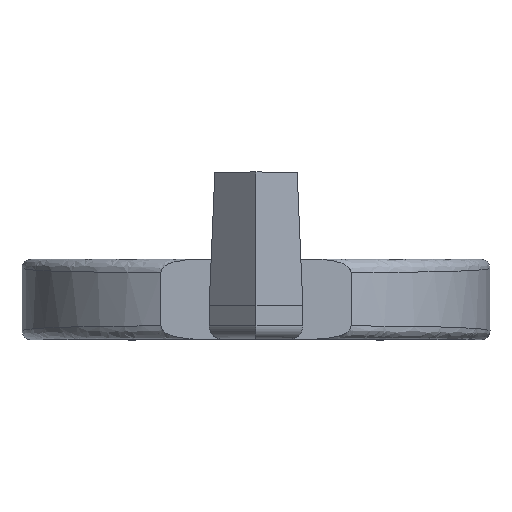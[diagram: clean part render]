
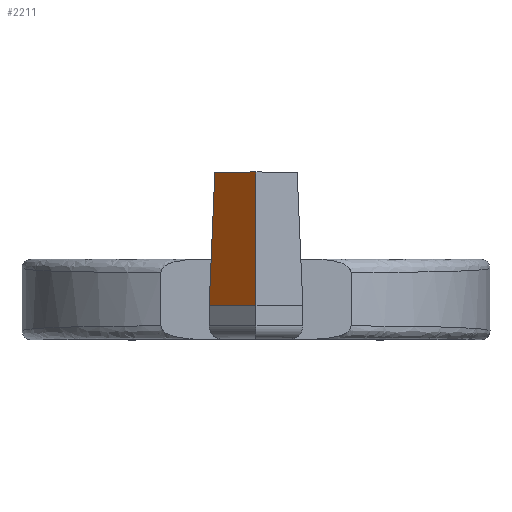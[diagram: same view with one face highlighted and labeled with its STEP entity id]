
A CAD part, top view. The second image highlights one B-rep face of the part: STEP entity #2211.
In plain terms, the highlighted planar face has unit normal (-0.707, 0.018, 0.707).
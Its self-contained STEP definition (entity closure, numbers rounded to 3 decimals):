
#71 = CARTESIAN_POINT ( 'NONE',  ( -3.491, 2.708, 21.512 ) ) ;
#200 = EDGE_CURVE ( 'NONE', #1555, #1653, #726, .T. ) ;
#344 = VERTEX_POINT ( 'NONE', #1179 ) ;
#475 = CARTESIAN_POINT ( 'NONE',  ( -3.5, 2.5, 21.508 ) ) ;
#495 = ORIENTED_EDGE ( 'NONE', *, *, #1806, .F. ) ;
#559 = DIRECTION ( 'NONE',  ( -0.707, 0.017, 0.707 ) ) ;
#577 = PLANE ( 'NONE',  #1621 ) ;
#599 = CARTESIAN_POINT ( 'NONE',  ( 0., 2.5, 25.008 ) ) ;
#637 = DIRECTION ( 'NONE',  ( -0.042, -0.999, -0.017 ) ) ;
#693 = EDGE_LOOP ( 'NONE', ( #1982, #495, #2310, #1825 ) ) ;
#694 = LINE ( 'NONE', #2396, #2002 ) ;
#703 = DIRECTION ( 'NONE',  ( 0.707, 0., 0.707 ) ) ;
#726 = LINE ( 'NONE', #71, #1528 ) ;
#1150 = DIRECTION ( 'NONE',  ( 0., -1., 0.025 ) ) ;
#1179 = CARTESIAN_POINT ( 'NONE',  ( 0., 12.5, 24.761 ) ) ;
#1256 = LINE ( 'NONE', #1481, #1280 ) ;
#1280 = VECTOR ( 'NONE', #1150, 1000. ) ;
#1306 = CARTESIAN_POINT ( 'NONE',  ( 0., 2.5, 25.008 ) ) ;
#1474 = CARTESIAN_POINT ( 'NONE',  ( -3.079, 12.5, 21.683 ) ) ;
#1481 = CARTESIAN_POINT ( 'NONE',  ( 0., 2.5, 25.008 ) ) ;
#1528 = VECTOR ( 'NONE', #637, 1000. ) ;
#1555 = VERTEX_POINT ( 'NONE', #1474 ) ;
#1578 = EDGE_CURVE ( 'NONE', #1555, #344, #694, .T. ) ;
#1621 = AXIS2_PLACEMENT_3D ( 'NONE', #1306, #559, #2259 ) ;
#1653 = VERTEX_POINT ( 'NONE', #2389 ) ;
#1806 = EDGE_CURVE ( 'NONE', #344, #2380, #1256, .T. ) ;
#1825 = ORIENTED_EDGE ( 'NONE', *, *, #200, .T. ) ;
#1862 = EDGE_CURVE ( 'NONE', #1653, #2380, #2271, .T. ) ;
#1968 = DIRECTION ( 'NONE',  ( 0.707, 0., 0.707 ) ) ;
#1982 = ORIENTED_EDGE ( 'NONE', *, *, #1862, .T. ) ;
#2002 = VECTOR ( 'NONE', #703, 1000. ) ;
#2173 = FACE_OUTER_BOUND ( 'NONE', #693, .T. ) ;
#2211 = ADVANCED_FACE ( 'NONE', ( #2173 ), #577, .T. ) ;
#2259 = DIRECTION ( 'NONE',  ( 0.707, 0., 0.707 ) ) ;
#2271 = LINE ( 'NONE', #475, #2379 ) ;
#2310 = ORIENTED_EDGE ( 'NONE', *, *, #1578, .F. ) ;
#2379 = VECTOR ( 'NONE', #1968, 1000. ) ;
#2380 = VERTEX_POINT ( 'NONE', #599 ) ;
#2389 = CARTESIAN_POINT ( 'NONE',  ( -3.5, 2.5, 21.508 ) ) ;
#2396 = CARTESIAN_POINT ( 'NONE',  ( -12.381, 12.5, 12.381 ) ) ;
